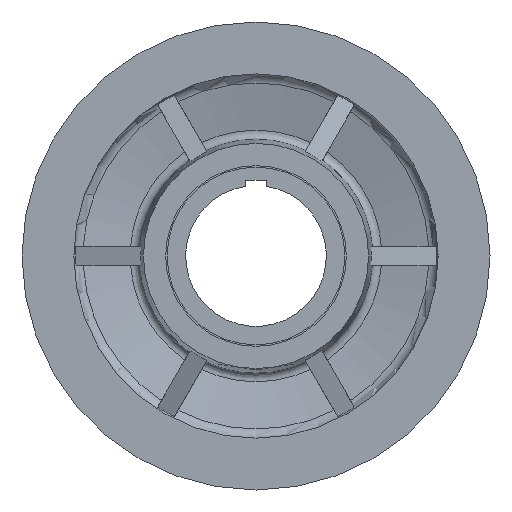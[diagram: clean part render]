
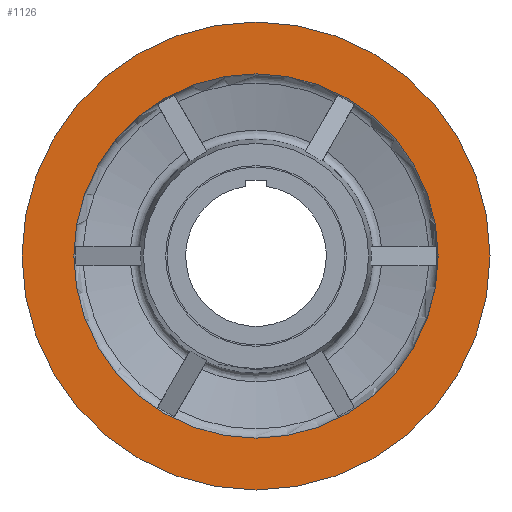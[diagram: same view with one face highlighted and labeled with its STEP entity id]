
A CAD part, front view. The second image highlights one B-rep face of the part: STEP entity #1126.
In plain terms, the highlighted planar face has unit normal (0, -1, 0).
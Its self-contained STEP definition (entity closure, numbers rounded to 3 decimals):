
#140=FACE_BOUND('',#367,.T.);
#141=FACE_BOUND('',#368,.T.);
#185=CIRCLE('',#1242,123.);
#186=CIRCLE('',#1244,158.);
#367=EDGE_LOOP('',(#996));
#368=EDGE_LOOP('',(#997));
#542=VERTEX_POINT('',#2647);
#543=VERTEX_POINT('',#2650);
#694=EDGE_CURVE('',#542,#542,#185,.T.);
#695=EDGE_CURVE('',#543,#543,#186,.T.);
#996=ORIENTED_EDGE('',*,*,#694,.T.);
#997=ORIENTED_EDGE('',*,*,#695,.F.);
#1030=PLANE('',#1243);
#1126=ADVANCED_FACE('',(#140,#141),#1030,.T.);
#1242=AXIS2_PLACEMENT_3D('',#2648,#1500,#1501);
#1243=AXIS2_PLACEMENT_3D('',#2649,#1502,#1503);
#1244=AXIS2_PLACEMENT_3D('',#2651,#1504,#1505);
#1500=DIRECTION('center_axis',(0.,1.,0.));
#1501=DIRECTION('ref_axis',(0.,0.,1.));
#1502=DIRECTION('center_axis',(0.,-1.,0.));
#1503=DIRECTION('ref_axis',(0.,0.,-1.));
#1504=DIRECTION('center_axis',(0.,1.,0.));
#1505=DIRECTION('ref_axis',(0.,0.,1.));
#2647=CARTESIAN_POINT('',(0.,90.,123.));
#2648=CARTESIAN_POINT('Origin',(0.,90.,0.));
#2649=CARTESIAN_POINT('Origin',(0.,90.,140.5));
#2650=CARTESIAN_POINT('',(0.,90.,158.));
#2651=CARTESIAN_POINT('Origin',(0.,90.,0.));
